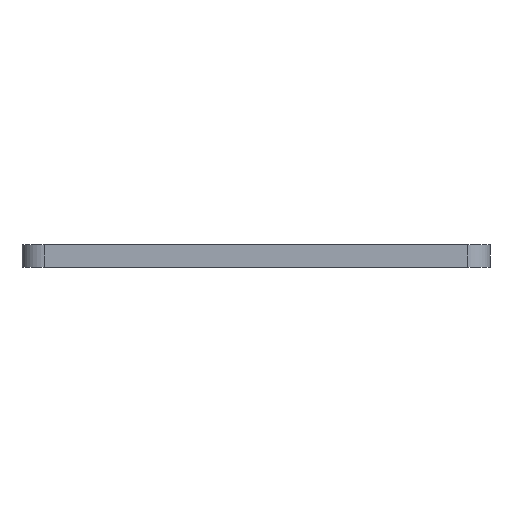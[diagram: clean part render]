
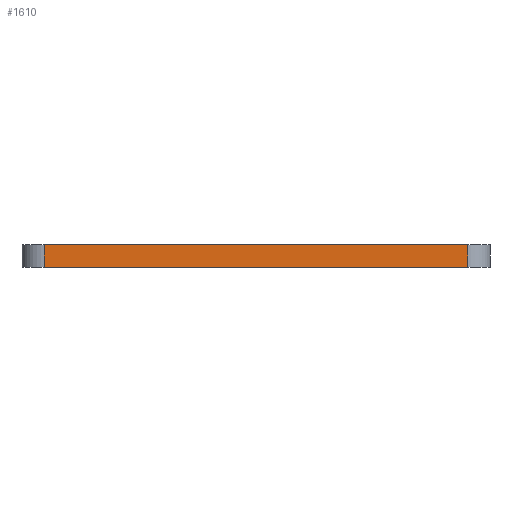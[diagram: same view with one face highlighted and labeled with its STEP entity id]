
A CAD part, front view. The second image highlights one B-rep face of the part: STEP entity #1610.
In plain terms, the highlighted planar face has unit normal (0, -1, 0).
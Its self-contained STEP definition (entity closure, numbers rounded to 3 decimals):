
#55=PLANE('',#1712);
#130=FACE_OUTER_BOUND('',#208,.T.);
#208=EDGE_LOOP('',(#1161,#1162,#1163,#1164));
#326=LINE('',#2226,#538);
#327=LINE('',#2229,#539);
#328=LINE('',#2231,#540);
#329=LINE('',#2232,#541);
#538=VECTOR('',#1828,10.);
#539=VECTOR('',#1831,10.);
#540=VECTOR('',#1832,10.);
#541=VECTOR('',#1833,10.);
#769=VERTEX_POINT('',#2219);
#772=VERTEX_POINT('',#2224);
#773=VERTEX_POINT('',#2228);
#774=VERTEX_POINT('',#2230);
#928=EDGE_CURVE('',#772,#769,#326,.T.);
#929=EDGE_CURVE('',#772,#773,#327,.T.);
#930=EDGE_CURVE('',#774,#773,#328,.T.);
#931=EDGE_CURVE('',#774,#769,#329,.T.);
#1161=ORIENTED_EDGE('',*,*,#928,.F.);
#1162=ORIENTED_EDGE('',*,*,#929,.T.);
#1163=ORIENTED_EDGE('',*,*,#930,.F.);
#1164=ORIENTED_EDGE('',*,*,#931,.T.);
#1610=ADVANCED_FACE('',(#130),#55,.T.);
#1712=AXIS2_PLACEMENT_3D('',#2227,#1829,#1830);
#1828=DIRECTION('',(0.,0.,1.));
#1829=DIRECTION('center_axis',(0.,-1.,0.));
#1830=DIRECTION('ref_axis',(1.,0.,0.));
#1831=DIRECTION('',(1.,0.,0.));
#1832=DIRECTION('',(0.,0.,-1.));
#1833=DIRECTION('',(-1.,0.,0.));
#2219=CARTESIAN_POINT('',(84.129,-51.519,5.));
#2224=CARTESIAN_POINT('',(84.129,-51.519,0.));
#2226=CARTESIAN_POINT('',(84.129,-51.519,-12.));
#2227=CARTESIAN_POINT('Origin',(79.129,-51.519,-12.));
#2228=CARTESIAN_POINT('',(178.629,-51.519,0.));
#2229=CARTESIAN_POINT('',(86.179,-51.519,0.));
#2230=CARTESIAN_POINT('',(178.629,-51.519,5.));
#2231=CARTESIAN_POINT('',(178.629,-51.519,-12.));
#2232=CARTESIAN_POINT('',(86.179,-51.519,5.));
